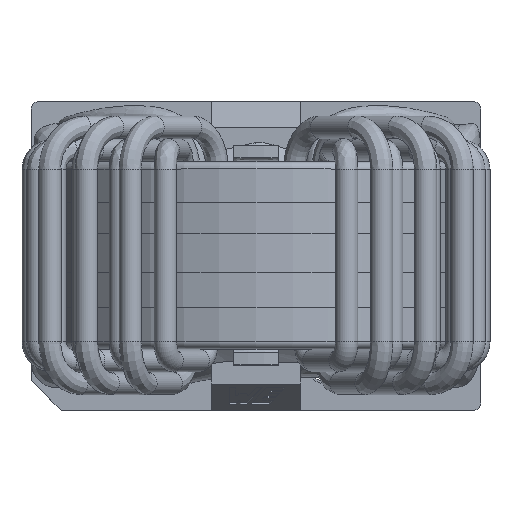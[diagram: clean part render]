
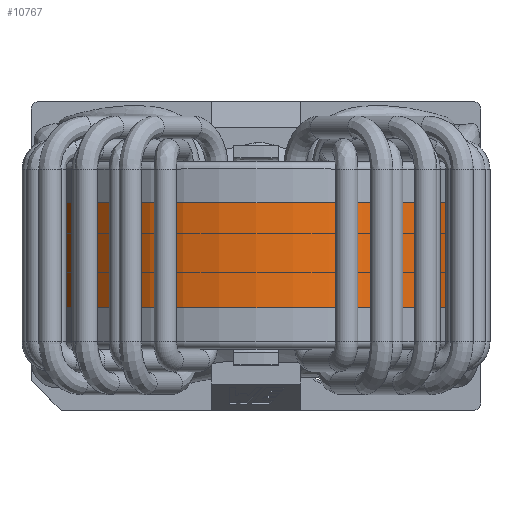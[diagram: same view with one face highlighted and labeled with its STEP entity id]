
A CAD part, top view. The second image highlights one B-rep face of the part: STEP entity #10767.
In plain terms, the highlighted cylindrical face has radius 14.155 mm (diameter 28.31 mm), a full revolution.
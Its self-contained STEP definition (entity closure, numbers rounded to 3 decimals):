
#363=CYLINDRICAL_SURFACE('',#13659,14.155);
#748=CIRCLE('',#13660,14.155);
#749=CIRCLE('',#13661,14.155);
#2312=ORIENTED_EDGE('',*,*,#4430,.T.);
#2313=ORIENTED_EDGE('',*,*,#4431,.F.);
#4430=EDGE_CURVE('',#5689,#5689,#748,.T.);
#4431=EDGE_CURVE('',#5690,#5690,#749,.T.);
#5689=VERTEX_POINT('',#34524);
#5690=VERTEX_POINT('',#34526);
#8674=EDGE_LOOP('',(#2312));
#8675=EDGE_LOOP('',(#2313));
#9673=FACE_BOUND('',#8674,.T.);
#9674=FACE_BOUND('',#8675,.T.);
#10767=ADVANCED_FACE('',(#9673,#9674),#363,.T.);
#13659=AXIS2_PLACEMENT_3D('',#34522,#15727,#15728);
#13660=AXIS2_PLACEMENT_3D('',#34523,#15729,#15730);
#13661=AXIS2_PLACEMENT_3D('',#34525,#15731,#15732);
#15727=DIRECTION('',(0.,1.,0.));
#15728=DIRECTION('',(0.,0.,1.));
#15729=DIRECTION('',(0.,1.,0.));
#15730=DIRECTION('',(1.,0.,0.));
#15731=DIRECTION('',(0.,1.,0.));
#15732=DIRECTION('',(1.,0.,0.));
#34522=CARTESIAN_POINT('',(0.,-3.5,0.));
#34523=CARTESIAN_POINT('',(0.,-3.5,0.));
#34524=CARTESIAN_POINT('',(14.155,-3.5,0.));
#34525=CARTESIAN_POINT('',(0.,3.5,0.));
#34526=CARTESIAN_POINT('',(14.155,3.5,0.));
